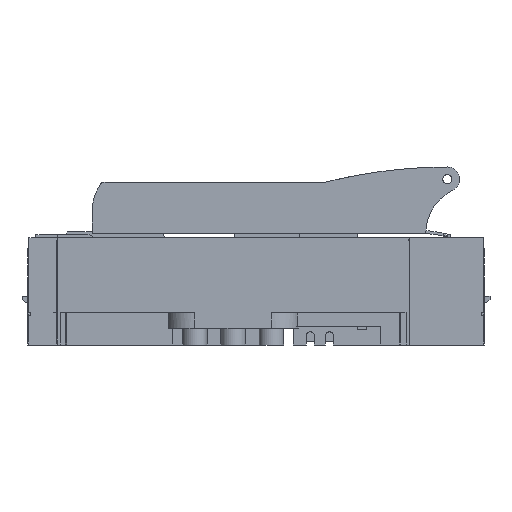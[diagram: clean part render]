
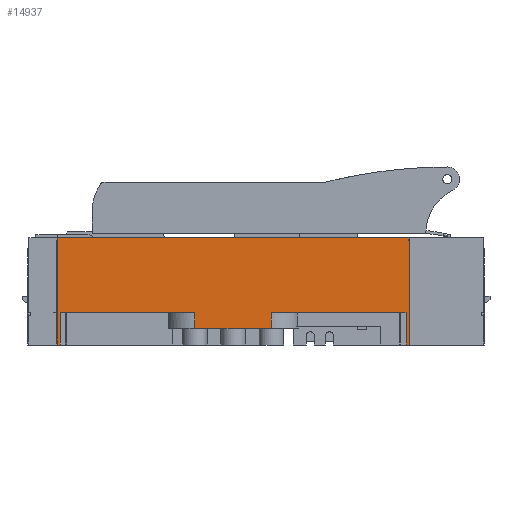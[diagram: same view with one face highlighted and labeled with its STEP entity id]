
A CAD part, front view. The second image highlights one B-rep face of the part: STEP entity #14937.
In plain terms, the highlighted planar face has unit normal (0, -1, 0).
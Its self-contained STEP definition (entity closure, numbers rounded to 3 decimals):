
#877=DIRECTION('',(-1.,0.,0.));
#878=VECTOR('',#877,2.);
#879=CARTESIAN_POINT('',(-113.,-91.75,0.));
#880=LINE('',#879,#878);
#1189=DIRECTION('',(0.,0.,-1.));
#1190=VECTOR('',#1189,10.);
#1191=CARTESIAN_POINT('',(25.,-91.75,21.));
#1192=LINE('',#1191,#1190);
#3031=DIRECTION('',(0.,0.,-1.));
#3032=VECTOR('',#3031,70.);
#3033=CARTESIAN_POINT('',(115.,-91.75,70.));
#3034=LINE('',#3033,#3032);
#3647=DIRECTION('',(-1.,0.,0.));
#3648=VECTOR('',#3647,2.);
#3649=CARTESIAN_POINT('',(115.,-91.75,0.));
#3650=LINE('',#3649,#3648);
#4229=DIRECTION('',(0.,0.,-1.));
#4230=VECTOR('',#4229,70.);
#4231=CARTESIAN_POINT('',(-115.,-91.75,70.));
#4232=LINE('',#4231,#4230);
#4236=DIRECTION('',(-1.,0.,0.));
#4237=VECTOR('',#4236,230.);
#4238=CARTESIAN_POINT('',(115.,-91.75,70.));
#4239=LINE('',#4238,#4237);
#4243=DIRECTION('',(0.,0.,-1.));
#4244=VECTOR('',#4243,21.);
#4245=CARTESIAN_POINT('',(113.,-91.75,21.));
#4246=LINE('',#4245,#4244);
#4250=DIRECTION('',(1.,0.,0.));
#4251=VECTOR('',#4250,88.);
#4252=CARTESIAN_POINT('',(25.,-91.75,21.));
#4253=LINE('',#4252,#4251);
#4257=DIRECTION('',(1.,0.,0.));
#4258=VECTOR('',#4257,50.);
#4259=CARTESIAN_POINT('',(-25.,-91.75,11.));
#4260=LINE('',#4259,#4258);
#4264=DIRECTION('',(1.,0.,0.));
#4265=VECTOR('',#4264,88.);
#4266=CARTESIAN_POINT('',(-113.,-91.75,21.));
#4267=LINE('',#4266,#4265);
#4271=DIRECTION('',(0.,0.,-1.));
#4272=VECTOR('',#4271,21.);
#4273=CARTESIAN_POINT('',(-113.,-91.75,21.));
#4274=LINE('',#4273,#4272);
#4380=DIRECTION('',(0.,0.,1.));
#4381=VECTOR('',#4380,10.);
#4382=CARTESIAN_POINT('',(-25.,-91.75,11.));
#4383=LINE('',#4382,#4381);
#9429=CARTESIAN_POINT('',(-113.,-91.75,0.));
#9430=VERTEX_POINT('',#9429);
#9431=CARTESIAN_POINT('',(-115.,-91.75,0.));
#9432=VERTEX_POINT('',#9431);
#9646=CARTESIAN_POINT('',(-113.,-91.75,21.));
#9647=VERTEX_POINT('',#9646);
#9648=CARTESIAN_POINT('',(-25.,-91.75,21.));
#9649=VERTEX_POINT('',#9648);
#9650=CARTESIAN_POINT('',(-25.,-91.75,11.));
#9651=VERTEX_POINT('',#9650);
#9652=CARTESIAN_POINT('',(25.,-91.75,11.));
#9653=VERTEX_POINT('',#9652);
#9654=CARTESIAN_POINT('',(25.,-91.75,21.));
#9655=VERTEX_POINT('',#9654);
#9656=CARTESIAN_POINT('',(113.,-91.75,21.));
#9657=VERTEX_POINT('',#9656);
#9658=CARTESIAN_POINT('',(113.,-91.75,0.));
#9659=VERTEX_POINT('',#9658);
#9660=CARTESIAN_POINT('',(115.,-91.75,0.));
#9661=VERTEX_POINT('',#9660);
#9662=CARTESIAN_POINT('',(115.,-91.75,70.));
#9663=VERTEX_POINT('',#9662);
#9664=CARTESIAN_POINT('',(-115.,-91.75,70.));
#9665=VERTEX_POINT('',#9664);
#14913=CARTESIAN_POINT('',(0.,-91.75,0.));
#14914=DIRECTION('',(0.,1.,0.));
#14915=DIRECTION('',(0.,0.,1.));
#14916=AXIS2_PLACEMENT_3D('',#14913,#14914,#14915);
#14917=PLANE('',#14916);
#14919=ORIENTED_EDGE('',*,*,#14918,.T.);
#14920=ORIENTED_EDGE('',*,*,#11714,.T.);
#14922=ORIENTED_EDGE('',*,*,#14921,.F.);
#14924=ORIENTED_EDGE('',*,*,#14923,.F.);
#14925=ORIENTED_EDGE('',*,*,#13582,.T.);
#14926=ORIENTED_EDGE('',*,*,#14183,.T.);
#14927=ORIENTED_EDGE('',*,*,#14900,.F.);
#14928=ORIENTED_EDGE('',*,*,#12018,.F.);
#14929=ORIENTED_EDGE('',*,*,#11918,.T.);
#14930=ORIENTED_EDGE('',*,*,#11867,.F.);
#14932=ORIENTED_EDGE('',*,*,#14931,.T.);
#14934=ORIENTED_EDGE('',*,*,#14933,.F.);
#14935=EDGE_LOOP('',(#14919,#14920,#14922,#14924,#14925,#14926,#14927,#14928,
#14929,#14930,#14932,#14934));
#14936=FACE_OUTER_BOUND('',#14935,.F.);
#11714=EDGE_CURVE('',#9430,#9432,#880,.T.);
#11867=EDGE_CURVE('',#9651,#9653,#4260,.T.);
#11918=EDGE_CURVE('',#9655,#9653,#1192,.T.);
#12018=EDGE_CURVE('',#9655,#9657,#4253,.T.);
#13582=EDGE_CURVE('',#9663,#9661,#3034,.T.);
#14183=EDGE_CURVE('',#9661,#9659,#3650,.T.);
#14900=EDGE_CURVE('',#9657,#9659,#4246,.T.);
#14918=EDGE_CURVE('',#9647,#9430,#4274,.T.);
#14921=EDGE_CURVE('',#9665,#9432,#4232,.T.);
#14923=EDGE_CURVE('',#9663,#9665,#4239,.T.);
#14931=EDGE_CURVE('',#9651,#9649,#4383,.T.);
#14933=EDGE_CURVE('',#9647,#9649,#4267,.T.);
#14937=ADVANCED_FACE('',(#14936),#14917,.F.);
